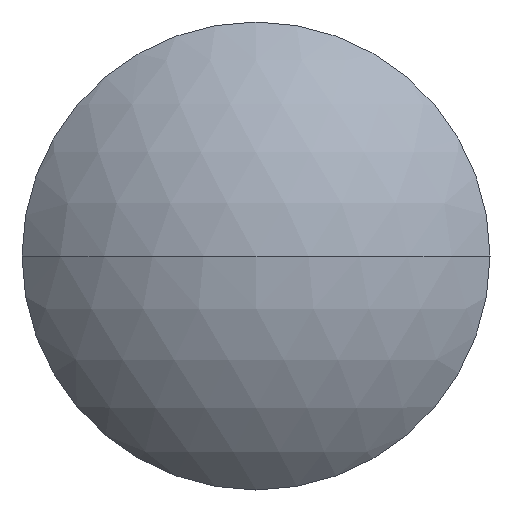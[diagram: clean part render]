
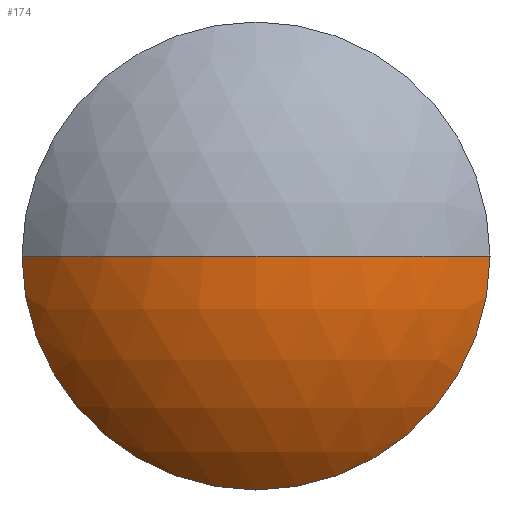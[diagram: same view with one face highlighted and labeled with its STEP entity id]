
A CAD part, left-side view. The second image highlights one B-rep face of the part: STEP entity #174.
In plain terms, the highlighted spherical face has radius 22.678 mm.
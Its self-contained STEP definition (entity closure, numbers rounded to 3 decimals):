
#17 = SPHERICAL_SURFACE ( 'NONE', #154, 22.678 ) ;
#18 = CARTESIAN_POINT ( 'NONE',  ( -9.5, 0., 0. ) ) ;
#19 = EDGE_CURVE ( 'NONE', #124, #44, #535, .T. ) ;
#44 = VERTEX_POINT ( 'NONE', #18 ) ;
#65 = FACE_OUTER_BOUND ( 'NONE', #505, .T. ) ;
#73 = CIRCLE ( 'NONE', #468, 16.85 ) ;
#76 = ORIENTED_EDGE ( 'NONE', *, *, #86, .T. ) ;
#86 = EDGE_CURVE ( 'NONE', #124, #282, #479, .T. ) ;
#102 = CARTESIAN_POINT ( 'NONE',  ( -2., 0., -16.85 ) ) ;
#124 = VERTEX_POINT ( 'NONE', #444 ) ;
#127 = ORIENTED_EDGE ( 'NONE', *, *, #214, .T. ) ;
#154 = AXIS2_PLACEMENT_3D ( 'NONE', #199, #385, #576 ) ;
#158 = DIRECTION ( 'NONE',  ( 0., 1., 0. ) ) ;
#168 = DIRECTION ( 'NONE',  ( 0., 0., 1. ) ) ;
#174 = ADVANCED_FACE ( 'NONE', ( #65 ), #17, .T. ) ;
#193 = CARTESIAN_POINT ( 'NONE',  ( 13.178, 0., 0. ) ) ;
#199 = CARTESIAN_POINT ( 'NONE',  ( 13.178, 0., 0. ) ) ;
#213 = AXIS2_PLACEMENT_3D ( 'NONE', #478, #439, #491 ) ;
#214 = EDGE_CURVE ( 'NONE', #265, #44, #389, .T. ) ;
#265 = VERTEX_POINT ( 'NONE', #330 ) ;
#282 = VERTEX_POINT ( 'NONE', #102 ) ;
#302 = DIRECTION ( 'NONE',  ( 0., 0., 1. ) ) ;
#330 = CARTESIAN_POINT ( 'NONE',  ( -2., -16.85, 0. ) ) ;
#335 = CARTESIAN_POINT ( 'NONE',  ( 13.178, 0., 0. ) ) ;
#343 = EDGE_CURVE ( 'NONE', #282, #265, #73, .T. ) ;
#372 = ORIENTED_EDGE ( 'NONE', *, *, #343, .T. ) ;
#385 = DIRECTION ( 'NONE',  ( 0., 0., -1. ) ) ;
#389 = CIRCLE ( 'NONE', #464, 22.678 ) ;
#439 = DIRECTION ( 'NONE',  ( -1., 0., 0. ) ) ;
#444 = CARTESIAN_POINT ( 'NONE',  ( -2., 16.85, 0. ) ) ;
#447 = AXIS2_PLACEMENT_3D ( 'NONE', #193, #302, #526 ) ;
#460 = ORIENTED_EDGE ( 'NONE', *, *, #19, .F. ) ;
#464 = AXIS2_PLACEMENT_3D ( 'NONE', #335, #518, #158 ) ;
#468 = AXIS2_PLACEMENT_3D ( 'NONE', #533, #590, #168 ) ;
#478 = CARTESIAN_POINT ( 'NONE',  ( -2., 0., 0. ) ) ;
#479 = CIRCLE ( 'NONE', #213, 16.85 ) ;
#491 = DIRECTION ( 'NONE',  ( 0., 0., 1. ) ) ;
#505 = EDGE_LOOP ( 'NONE', ( #76, #372, #127, #460 ) ) ;
#518 = DIRECTION ( 'NONE',  ( 0., 0., -1. ) ) ;
#526 = DIRECTION ( 'NONE',  ( 1., 0., 0. ) ) ;
#533 = CARTESIAN_POINT ( 'NONE',  ( -2., 0., 0. ) ) ;
#535 = CIRCLE ( 'NONE', #447, 22.678 ) ;
#576 = DIRECTION ( 'NONE',  ( 0., 1., 0. ) ) ;
#590 = DIRECTION ( 'NONE',  ( -1., 0., 0. ) ) ;
